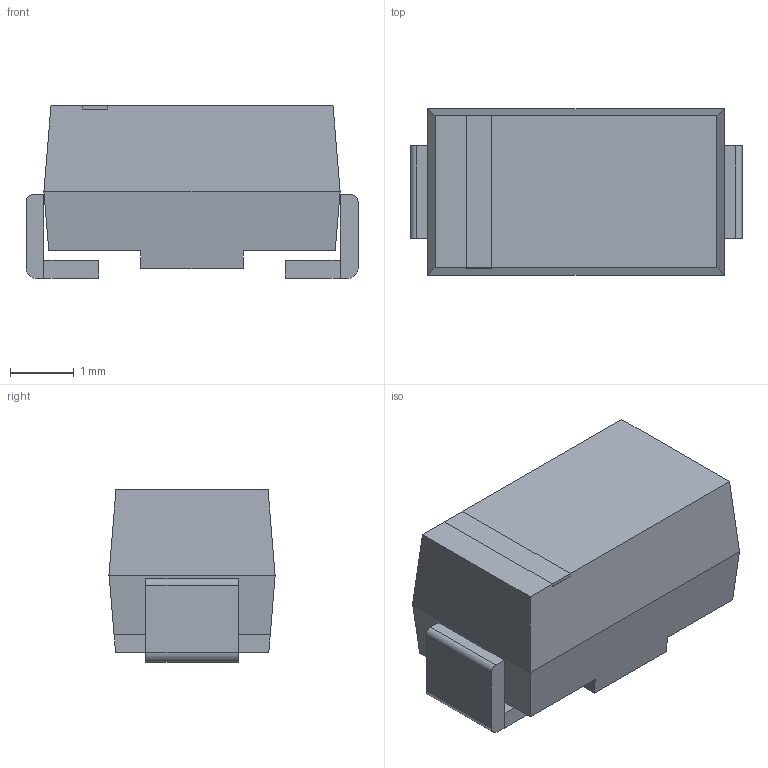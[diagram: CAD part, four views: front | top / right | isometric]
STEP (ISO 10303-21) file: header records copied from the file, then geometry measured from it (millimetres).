
FILE_DESCRIPTION((''),'2;1');
FILE_NAME('DIOM5227X270N.stp','2012-06-13T11:45:24',(''),(''),'Mechanical Desktop 2011','Mechanical Desktop 2011',', , ');
FILE_SCHEMA(('AUTOMOTIVE_DESIGN { 1 2 10303 214 1 1 1 1 }'));
Length unit declared in the file: millimetre
Products named in the file (1): Product
Bounding box: 5.2 x 2.6 x 2.7 mm (x, y, z)
Volume: 28.7 mm3; surface area: 100.2 mm2
Topology: 7 solids, 7 shells, 54 faces, 120 edges, 80 vertices
Faces by surface type: plane 36, bspline 16, cylinder 2
Entity records: 1551 total; most frequent: CARTESIAN_POINT 331, ORIENTED_EDGE 240, DIRECTION 206, EDGE_CURVE 120, VECTOR 112, LINE 112, VERTEX_POINT 80, EDGE_LOOP 54
